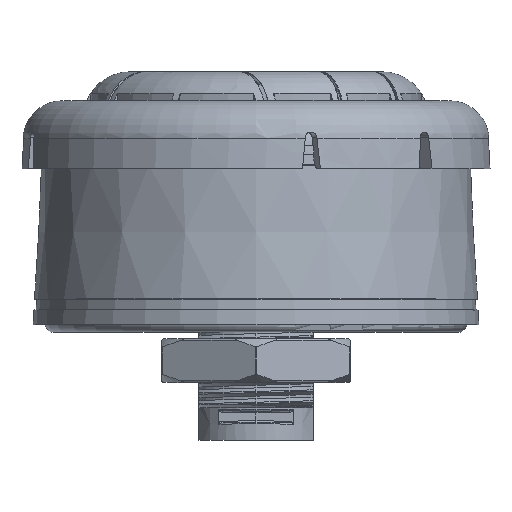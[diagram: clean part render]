
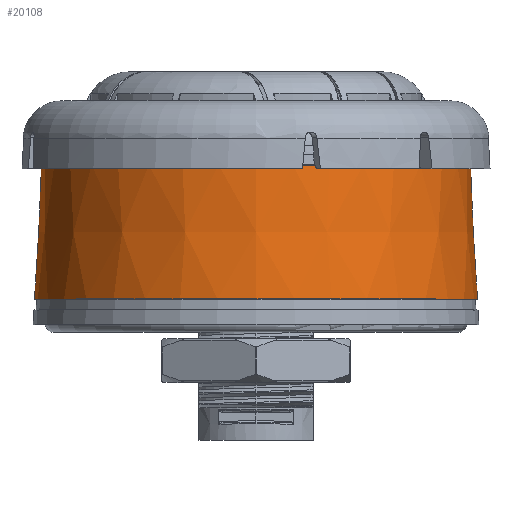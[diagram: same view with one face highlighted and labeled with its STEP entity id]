
A CAD part, top view. The second image highlights one B-rep face of the part: STEP entity #20108.
In plain terms, the highlighted conical face has half-angle 3 degrees and reference radius 29.51 mm.
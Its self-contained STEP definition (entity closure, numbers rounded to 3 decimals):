
#481=CONICAL_SURFACE('',#21592,29.51,0.052);
#1941=FACE_OUTER_BOUND('',#3094,.T.);
#3094=EDGE_LOOP('',(#14613,#14614,#14615,#14616,#14617,#14618));
#4194=CIRCLE('',#21593,30.62);
#4195=CIRCLE('',#21594,29.651);
#4196=CIRCLE('',#21595,29.651);
#4197=CIRCLE('',#21596,30.62);
#5061=LINE('',#52167,#6416);
#6416=VECTOR('',#24777,29.51);
#8138=VERTEX_POINT('',#52163);
#8139=VERTEX_POINT('',#52164);
#8140=VERTEX_POINT('',#52166);
#8141=VERTEX_POINT('',#52168);
#10458=EDGE_CURVE('',#8138,#8139,#4194,.T.);
#10459=EDGE_CURVE('',#8139,#8140,#5061,.T.);
#10460=EDGE_CURVE('',#8141,#8140,#4195,.T.);
#10461=EDGE_CURVE('',#8140,#8141,#4196,.T.);
#10462=EDGE_CURVE('',#8139,#8138,#4197,.T.);
#14613=ORIENTED_EDGE('',*,*,#10458,.T.);
#14614=ORIENTED_EDGE('',*,*,#10459,.T.);
#14615=ORIENTED_EDGE('',*,*,#10460,.F.);
#14616=ORIENTED_EDGE('',*,*,#10461,.F.);
#14617=ORIENTED_EDGE('',*,*,#10459,.F.);
#14618=ORIENTED_EDGE('',*,*,#10462,.T.);
#20108=ADVANCED_FACE('',(#1941),#481,.T.);
#21592=AXIS2_PLACEMENT_3D('',#52162,#24773,#24774);
#21593=AXIS2_PLACEMENT_3D('',#52165,#24775,#24776);
#21594=AXIS2_PLACEMENT_3D('',#52169,#24778,#24779);
#21595=AXIS2_PLACEMENT_3D('',#52170,#24780,#24781);
#21596=AXIS2_PLACEMENT_3D('',#52171,#24782,#24783);
#24773=DIRECTION('center_axis',(0.,-1.,0.));
#24774=DIRECTION('ref_axis',(0.,0.,-1.));
#24775=DIRECTION('center_axis',(0.,1.,0.));
#24776=DIRECTION('ref_axis',(-1.,0.,0.));
#24777=DIRECTION('',(0.,0.999,-0.052));
#24778=DIRECTION('center_axis',(0.,1.,0.));
#24779=DIRECTION('ref_axis',(-1.,0.,0.));
#24780=DIRECTION('center_axis',(0.,1.,0.));
#24781=DIRECTION('ref_axis',(-1.,0.,0.));
#24782=DIRECTION('center_axis',(0.,1.,0.));
#24783=DIRECTION('ref_axis',(-1.,0.,0.));
#52162=CARTESIAN_POINT('Origin',(0.,24.683,0.));
#52163=CARTESIAN_POINT('',(30.62,3.5,0.));
#52164=CARTESIAN_POINT('',(0.,3.5,30.62));
#52165=CARTESIAN_POINT('Origin',(0.,3.5,
0.));
#52166=CARTESIAN_POINT('',(0.,22.,29.651));
#52167=CARTESIAN_POINT('',(0.,24.683,29.51));
#52168=CARTESIAN_POINT('',(-29.651,22.,0.));
#52169=CARTESIAN_POINT('Origin',(0.,22.,0.));
#52170=CARTESIAN_POINT('Origin',(0.,22.,0.));
#52171=CARTESIAN_POINT('Origin',(0.,3.5,
0.));
